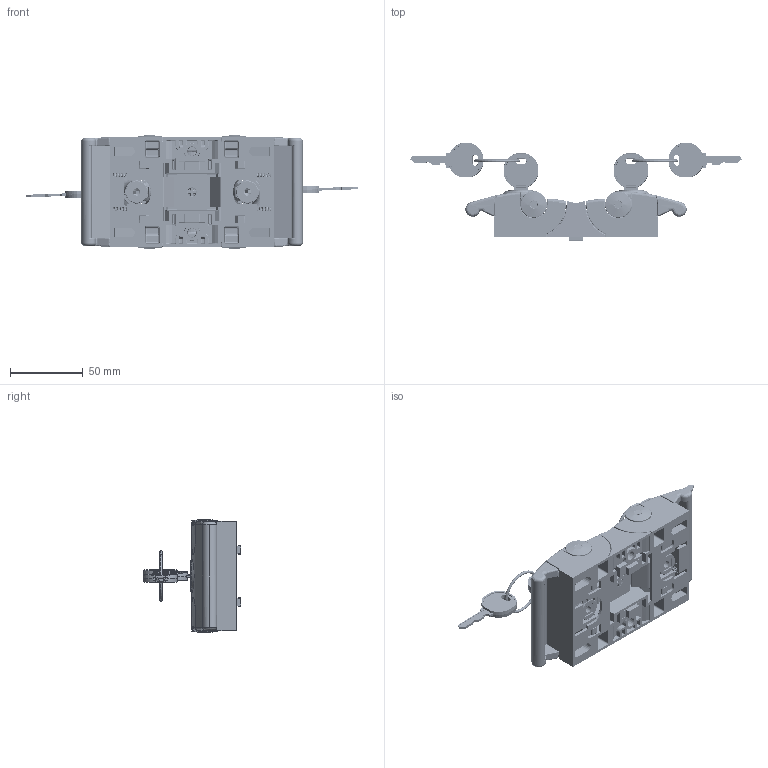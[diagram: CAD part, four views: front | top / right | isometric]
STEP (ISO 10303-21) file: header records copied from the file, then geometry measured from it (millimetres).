
FILE_DESCRIPTION(('STEP AP214'),'1');
FILE_NAME('fath_0957420s01.stp','2017-04-24T19:01:42',('TraceParts'),('TraceParts S.A.'),'Spatial InterOp 3D',' ',' ');
FILE_SCHEMA(('automotive_design'));
Length unit declared in the file: millimetre
Products named in the file (32): fath_0957420s01_1; fath_0957420s01_2; fath_0957420s01_3; fath_0957420s01_4; fath_0957420s01_5; fath_0957420s01_6; fath_0957420s01_7; fath_0957420s01_8; fath_0957420s01_9; fath_0957420s01_10; fath_0957420s01_11; fath_0957420s01_12; fath_0957420s01_13; fath_0957420s01_14; fath_0957420s01_15; fath_0957420s01_16; fath_0957420s01_17; fath_0957420s01_18; fath_0957420s01_19; fath_0957420s01_20; fath_0957420s01_21; fath_0957420s01_22; fath_0957420s01_23; fath_0957420s01_24; fath_0957420s01_25; fath_0957420s01_26; fath_0957420s01_27; fath_0957420s01_28; fath_0957420s01_29; fath_0957420s01_30; fath_0957420s01_31; fath_0957420s01_32
Bounding box: 228.14 x 67.06 x 77.81 mm (x, y, z)
Volume: 149613.7 mm3; surface area: 118538.6 mm2
Topology: 32 solids, 32 shells, 6239 faces, 15700 edges, 8990 vertices
Faces by surface type: cylinder 2038, plane 1861, bspline 1246, torus 482, sphere 398, cone 214
Entity records: 284877 total; most frequent: CARTESIAN_POINT 98744, ORIENTED_EDGE 30340, DIRECTION 26778, EDGE_CURVE 15170, AXIS2_PLACEMENT_3D 10057, VERTEX_POINT 8990, LINE 6664, VECTOR 6664
